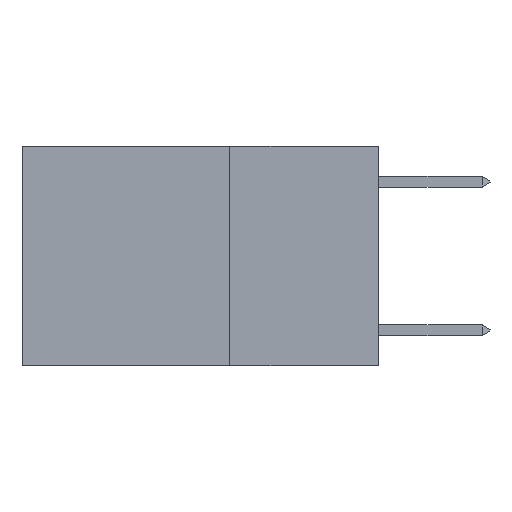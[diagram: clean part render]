
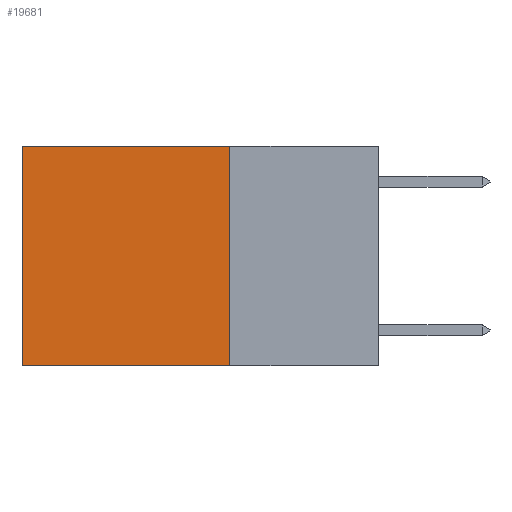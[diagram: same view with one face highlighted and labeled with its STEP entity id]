
A CAD part, left-side view. The second image highlights one B-rep face of the part: STEP entity #19681.
In plain terms, the highlighted planar face has unit normal (-1, 0, 0).
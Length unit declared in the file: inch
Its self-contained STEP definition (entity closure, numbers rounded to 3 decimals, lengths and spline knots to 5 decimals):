
#533 = AXIS2_PLACEMENT_3D ( 'NONE', #13528, #2596, #12010 ) ;
#2408 = EDGE_LOOP ( 'NONE', ( #9396, #17492, #2546, #9885 ) ) ;
#2449 = LINE ( 'NONE', #10535, #13678 ) ;
#2546 = ORIENTED_EDGE ( 'NONE', *, *, #14508, .F. ) ;
#2596 = DIRECTION ( 'NONE',  ( 1., 0., 0. ) ) ;
#2828 = VERTEX_POINT ( 'NONE', #3442 ) ;
#3034 = VECTOR ( 'NONE', #9456, 39.37008 ) ;
#3442 = CARTESIAN_POINT ( 'NONE',  ( 0.2625, 0.25, 0. ) ) ;
#4102 = CARTESIAN_POINT ( 'NONE',  ( 0.2625, 0.25, 0. ) ) ;
#4682 = EDGE_CURVE ( 'NONE', #19712, #18160, #18790, .T. ) ;
#5964 = DIRECTION ( 'NONE',  ( 0., 1., 0. ) ) ;
#7481 = DIRECTION ( 'NONE',  ( 0., 0., -1. ) ) ;
#7626 = CARTESIAN_POINT ( 'NONE',  ( 0.2625, 0.25, -0.37 ) ) ;
#8100 = VECTOR ( 'NONE', #5964, 39.37008 ) ;
#8650 = PLANE ( 'NONE',  #533 ) ;
#9396 = ORIENTED_EDGE ( 'NONE', *, *, #4682, .T. ) ;
#9456 = DIRECTION ( 'NONE',  ( 0., 1., 0. ) ) ;
#9463 = CARTESIAN_POINT ( 'NONE',  ( 0.2625, 0.6, -0.37 ) ) ;
#9663 = VERTEX_POINT ( 'NONE', #7626 ) ;
#9885 = ORIENTED_EDGE ( 'NONE', *, *, #11291, .T. ) ;
#10387 = FACE_OUTER_BOUND ( 'NONE', #2408, .T. ) ;
#10535 = CARTESIAN_POINT ( 'NONE',  ( 0.2625, 0.25, 0. ) ) ;
#10876 = DIRECTION ( 'NONE',  ( 0., 0., -1. ) ) ;
#11291 = EDGE_CURVE ( 'NONE', #2828, #19712, #18070, .T. ) ;
#12010 = DIRECTION ( 'NONE',  ( 0., 0., -1. ) ) ;
#12297 = CARTESIAN_POINT ( 'NONE',  ( 0.2625, 0.6, 0. ) ) ;
#13528 = CARTESIAN_POINT ( 'NONE',  ( 0.2625, 0.25, 0. ) ) ;
#13678 = VECTOR ( 'NONE', #7481, 39.37008 ) ;
#14508 = EDGE_CURVE ( 'NONE', #2828, #9663, #2449, .T. ) ;
#15048 = VECTOR ( 'NONE', #10876, 39.37008 ) ;
#15173 = CARTESIAN_POINT ( 'NONE',  ( 0.2625, 0.6, 0. ) ) ;
#16887 = EDGE_CURVE ( 'NONE', #9663, #18160, #18603, .T. ) ;
#17492 = ORIENTED_EDGE ( 'NONE', *, *, #16887, .F. ) ;
#18070 = LINE ( 'NONE', #4102, #8100 ) ;
#18160 = VERTEX_POINT ( 'NONE', #9463 ) ;
#18603 = LINE ( 'NONE', #19879, #3034 ) ;
#18790 = LINE ( 'NONE', #12297, #15048 ) ;
#19681 = ADVANCED_FACE ( 'NONE', ( #10387 ), #8650, .F. ) ;
#19712 = VERTEX_POINT ( 'NONE', #15173 ) ;
#19879 = CARTESIAN_POINT ( 'NONE',  ( 0.2625, 0.25, -0.37 ) ) ;
